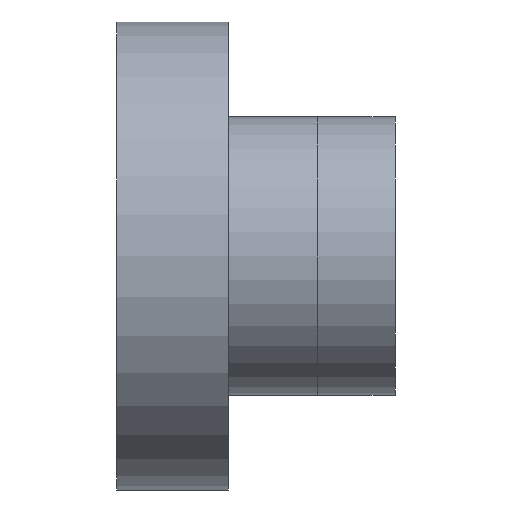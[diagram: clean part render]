
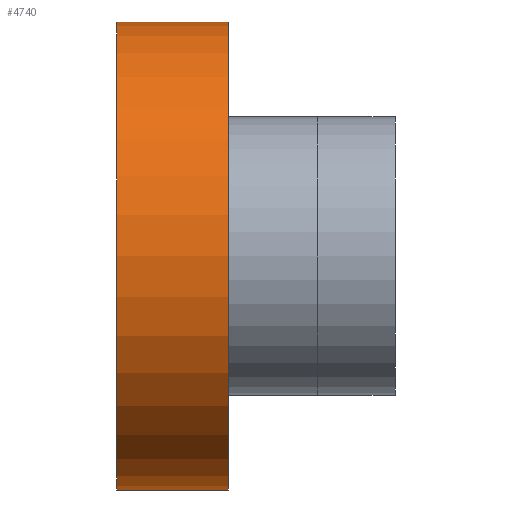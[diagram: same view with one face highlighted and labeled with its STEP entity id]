
A CAD part, front view. The second image highlights one B-rep face of the part: STEP entity #4740.
In plain terms, the highlighted cylindrical face has radius 21 mm (diameter 42 mm), a partial arc.
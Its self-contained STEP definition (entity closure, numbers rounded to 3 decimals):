
#145 = VERTEX_POINT ( 'NONE', #1964 ) ;
#190 = DIRECTION ( 'NONE',  ( 0., 0., -1. ) ) ;
#280 = CARTESIAN_POINT ( 'NONE',  ( 25., 0., -21. ) ) ;
#305 = AXIS2_PLACEMENT_3D ( 'NONE', #4233, #2919, #4345 ) ;
#325 = VECTOR ( 'NONE', #3814, 1000. ) ;
#352 = VERTEX_POINT ( 'NONE', #3132 ) ;
#574 = CIRCLE ( 'NONE', #994, 21. ) ;
#994 = AXIS2_PLACEMENT_3D ( 'NONE', #1915, #3105, #190 ) ;
#1334 = AXIS2_PLACEMENT_3D ( 'NONE', #2767, #3161, #4208 ) ;
#1512 = CYLINDRICAL_SURFACE ( 'NONE', #305, 21. ) ;
#1915 = CARTESIAN_POINT ( 'NONE',  ( 0., 0., 0. ) ) ;
#1964 = CARTESIAN_POINT ( 'NONE',  ( 0., 0., 21. ) ) ;
#2117 = CARTESIAN_POINT ( 'NONE',  ( 10., 0., 21. ) ) ;
#2287 = VECTOR ( 'NONE', #4198, 1000. ) ;
#2299 = ORIENTED_EDGE ( 'NONE', *, *, #2732, .T. ) ;
#2395 = FACE_OUTER_BOUND ( 'NONE', #3396, .T. ) ;
#2477 = EDGE_CURVE ( 'NONE', #145, #4487, #574, .T. ) ;
#2626 = CARTESIAN_POINT ( 'NONE',  ( 25., 0., 21. ) ) ;
#2648 = LINE ( 'NONE', #280, #2287 ) ;
#2732 = EDGE_CURVE ( 'NONE', #4487, #352, #2648, .T. ) ;
#2767 = CARTESIAN_POINT ( 'NONE',  ( 10., 0., 0. ) ) ;
#2773 = CARTESIAN_POINT ( 'NONE',  ( 0., 0., -21. ) ) ;
#2919 = DIRECTION ( 'NONE',  ( 1., 0., 0. ) ) ;
#2940 = EDGE_CURVE ( 'NONE', #145, #4141, #4051, .T. ) ;
#3007 = EDGE_CURVE ( 'NONE', #4141, #352, #3819, .T. ) ;
#3105 = DIRECTION ( 'NONE',  ( 1., 0., 0. ) ) ;
#3132 = CARTESIAN_POINT ( 'NONE',  ( 10., 0., -21. ) ) ;
#3133 = ORIENTED_EDGE ( 'NONE', *, *, #2940, .F. ) ;
#3161 = DIRECTION ( 'NONE',  ( 1., 0., 0. ) ) ;
#3396 = EDGE_LOOP ( 'NONE', ( #3133, #4786, #2299, #4607 ) ) ;
#3814 = DIRECTION ( 'NONE',  ( 1., 0., 0. ) ) ;
#3819 = CIRCLE ( 'NONE', #1334, 21. ) ;
#4051 = LINE ( 'NONE', #2626, #325 ) ;
#4141 = VERTEX_POINT ( 'NONE', #2117 ) ;
#4198 = DIRECTION ( 'NONE',  ( 1., 0., 0. ) ) ;
#4208 = DIRECTION ( 'NONE',  ( 0., 0., -1. ) ) ;
#4233 = CARTESIAN_POINT ( 'NONE',  ( 25., 0., 0. ) ) ;
#4345 = DIRECTION ( 'NONE',  ( 0., 0., -1. ) ) ;
#4487 = VERTEX_POINT ( 'NONE', #2773 ) ;
#4607 = ORIENTED_EDGE ( 'NONE', *, *, #3007, .F. ) ;
#4740 = ADVANCED_FACE ( 'NONE', ( #2395 ), #1512, .T. ) ;
#4786 = ORIENTED_EDGE ( 'NONE', *, *, #2477, .T. ) ;
